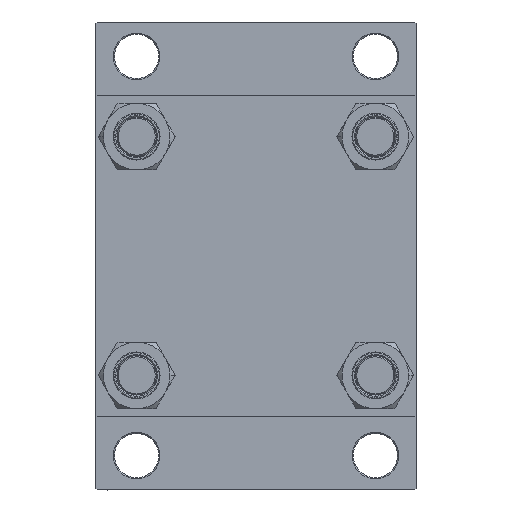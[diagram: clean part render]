
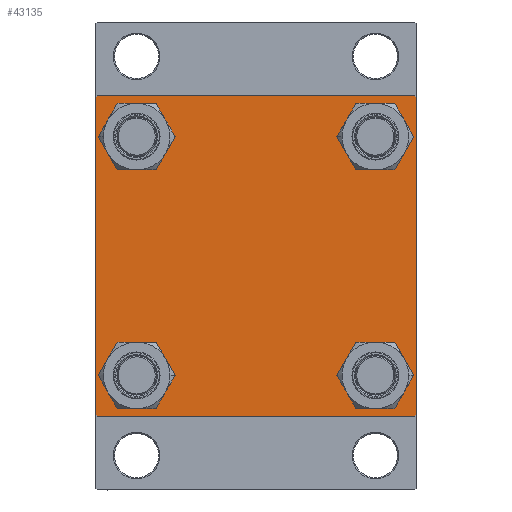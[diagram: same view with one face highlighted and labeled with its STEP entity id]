
A CAD part, left-side view. The second image highlights one B-rep face of the part: STEP entity #43135.
In plain terms, the highlighted planar face has unit normal (-1, 0, 0).
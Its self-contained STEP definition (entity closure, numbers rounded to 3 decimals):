
#30 = AXIS2_PLACEMENT_3D ( 'NONE', #6624, #21357, #17962 ) ;
#282 = ORIENTED_EDGE ( 'NONE', *, *, #22142, .T. ) ;
#646 = CARTESIAN_POINT ( 'NONE',  ( 0., -64.5, 65. ) ) ;
#1436 = DIRECTION ( 'NONE',  ( 0., 0., 1. ) ) ;
#2189 = CARTESIAN_POINT ( 'NONE',  ( 0., 48.45, -39.95 ) ) ;
#2369 = CARTESIAN_POINT ( 'NONE',  ( 0., 0., 0. ) ) ;
#2380 = LINE ( 'NONE', #39792, #28839 ) ;
#2840 = DIRECTION ( 'NONE',  ( -1., 0., 0. ) ) ;
#2864 = EDGE_LOOP ( 'NONE', ( #22783, #30974 ) ) ;
#3408 = EDGE_LOOP ( 'NONE', ( #15601, #8871 ) ) ;
#4034 = DIRECTION ( 'NONE',  ( 1., 0., 0. ) ) ;
#4451 = CARTESIAN_POINT ( 'NONE',  ( 0., -65., 64.5 ) ) ;
#5017 = CARTESIAN_POINT ( 'NONE',  ( 0., 64.5, 65. ) ) ;
#5032 = EDGE_LOOP ( 'NONE', ( #282, #25931 ) ) ;
#6197 = AXIS2_PLACEMENT_3D ( 'NONE', #10419, #39853, #25137 ) ;
#6208 = VERTEX_POINT ( 'NONE', #22289 ) ;
#6479 = FACE_OUTER_BOUND ( 'NONE', #39758, .T. ) ;
#6624 = CARTESIAN_POINT ( 'NONE',  ( 0., -48.45, -48.45 ) ) ;
#6722 = DIRECTION ( 'NONE',  ( 1., 0., 0. ) ) ;
#8224 = VERTEX_POINT ( 'NONE', #29432 ) ;
#8359 = ORIENTED_EDGE ( 'NONE', *, *, #47554, .F. ) ;
#8871 = ORIENTED_EDGE ( 'NONE', *, *, #18788, .T. ) ;
#9363 = VERTEX_POINT ( 'NONE', #5017 ) ;
#9674 = DIRECTION ( 'NONE',  ( 1., 0., 0. ) ) ;
#9734 = DIRECTION ( 'NONE',  ( 0., 0., -1. ) ) ;
#10353 = CARTESIAN_POINT ( 'NONE',  ( 0., -48.45, 48.45 ) ) ;
#10419 = CARTESIAN_POINT ( 'NONE',  ( 0., 48.45, 48.45 ) ) ;
#10575 = VERTEX_POINT ( 'NONE', #646 ) ;
#10722 = ORIENTED_EDGE ( 'NONE', *, *, #13994, .F. ) ;
#11385 = DIRECTION ( 'NONE',  ( 1., 0., 0. ) ) ;
#12218 = CIRCLE ( 'NONE', #45357, 8.5 ) ;
#12763 = ORIENTED_EDGE ( 'NONE', *, *, #13334, .T. ) ;
#12781 = EDGE_LOOP ( 'NONE', ( #20642, #16724 ) ) ;
#13112 = CARTESIAN_POINT ( 'NONE',  ( 0., -65., 65. ) ) ;
#13327 = CARTESIAN_POINT ( 'NONE',  ( 0., 65., 65. ) ) ;
#13334 = EDGE_CURVE ( 'NONE', #38363, #23263, #38873, .T. ) ;
#13637 = ORIENTED_EDGE ( 'NONE', *, *, #26456, .T. ) ;
#13994 = EDGE_CURVE ( 'NONE', #36180, #27058, #20367, .T. ) ;
#14492 = VECTOR ( 'NONE', #39112, 1000. ) ;
#14574 = VERTEX_POINT ( 'NONE', #42440 ) ;
#14588 = CIRCLE ( 'NONE', #40016, 8.5 ) ;
#14935 = VECTOR ( 'NONE', #38527, 1000. ) ;
#15601 = ORIENTED_EDGE ( 'NONE', *, *, #39048, .T. ) ;
#16215 = CIRCLE ( 'NONE', #17773, 8.5 ) ;
#16724 = ORIENTED_EDGE ( 'NONE', *, *, #30121, .T. ) ;
#16960 = LINE ( 'NONE', #13327, #28549 ) ;
#17773 = AXIS2_PLACEMENT_3D ( 'NONE', #27266, #34514, #1436 ) ;
#17962 = DIRECTION ( 'NONE',  ( 0., 0., 1. ) ) ;
#18348 = ORIENTED_EDGE ( 'NONE', *, *, #29239, .T. ) ;
#18596 = LINE ( 'NONE', #44409, #14935 ) ;
#18788 = EDGE_CURVE ( 'NONE', #8224, #46379, #12218, .T. ) ;
#19755 = CARTESIAN_POINT ( 'NONE',  ( 0., -48.45, -39.95 ) ) ;
#20367 = LINE ( 'NONE', #13112, #26075 ) ;
#20642 = ORIENTED_EDGE ( 'NONE', *, *, #31738, .T. ) ;
#20738 = FACE_BOUND ( 'NONE', #3408, .T. ) ;
#20880 = CIRCLE ( 'NONE', #30, 8.5 ) ;
#20976 = FACE_BOUND ( 'NONE', #12781, .T. ) ;
#21217 = PLANE ( 'NONE',  #39605 ) ;
#21357 = DIRECTION ( 'NONE',  ( 1., 0., 0. ) ) ;
#21529 = ORIENTED_EDGE ( 'NONE', *, *, #39496, .T. ) ;
#21684 = CARTESIAN_POINT ( 'NONE',  ( 0., -48.45, -48.45 ) ) ;
#22142 = EDGE_CURVE ( 'NONE', #46173, #22851, #16215, .T. ) ;
#22289 = CARTESIAN_POINT ( 'NONE',  ( 0., 65., 64.5 ) ) ;
#22783 = ORIENTED_EDGE ( 'NONE', *, *, #22952, .T. ) ;
#22851 = VERTEX_POINT ( 'NONE', #25199 ) ;
#22952 = EDGE_CURVE ( 'NONE', #26509, #35134, #20880, .T. ) ;
#23263 = VERTEX_POINT ( 'NONE', #35536 ) ;
#24400 = ORIENTED_EDGE ( 'NONE', *, *, #46442, .T. ) ;
#24582 = VERTEX_POINT ( 'NONE', #30610 ) ;
#24667 = CIRCLE ( 'NONE', #6197, 8.5 ) ;
#25073 = DIRECTION ( 'NONE',  ( 0., 0., 1. ) ) ;
#25137 = DIRECTION ( 'NONE',  ( 0., 0., 1. ) ) ;
#25199 = CARTESIAN_POINT ( 'NONE',  ( 0., 48.45, -56.95 ) ) ;
#25404 = CIRCLE ( 'NONE', #34676, 8.5 ) ;
#25931 = ORIENTED_EDGE ( 'NONE', *, *, #44022, .T. ) ;
#26075 = VECTOR ( 'NONE', #9734, 1000. ) ;
#26263 = CARTESIAN_POINT ( 'NONE',  ( 0., -64.75, 64.75 ) ) ;
#26456 = EDGE_CURVE ( 'NONE', #27843, #38363, #29908, .T. ) ;
#26509 = VERTEX_POINT ( 'NONE', #19755 ) ;
#27058 = VERTEX_POINT ( 'NONE', #34306 ) ;
#27266 = CARTESIAN_POINT ( 'NONE',  ( 0., 48.45, -48.45 ) ) ;
#27274 = CARTESIAN_POINT ( 'NONE',  ( 0., 64.5, -65. ) ) ;
#27843 = VERTEX_POINT ( 'NONE', #44033 ) ;
#28202 = FACE_BOUND ( 'NONE', #2864, .T. ) ;
#28452 = DIRECTION ( 'NONE',  ( 0., -1., 0. ) ) ;
#28549 = VECTOR ( 'NONE', #31670, 1000. ) ;
#28839 = VECTOR ( 'NONE', #28452, 1000. ) ;
#28945 = DIRECTION ( 'NONE',  ( 0., -0.707, 0.707 ) ) ;
#29239 = EDGE_CURVE ( 'NONE', #36180, #10575, #40254, .T. ) ;
#29432 = CARTESIAN_POINT ( 'NONE',  ( 0., -48.45, 39.95 ) ) ;
#29643 = DIRECTION ( 'NONE',  ( 0., 0.707, 0.707 ) ) ;
#29651 = AXIS2_PLACEMENT_3D ( 'NONE', #30930, #34796, #45657 ) ;
#29908 = LINE ( 'NONE', #44135, #46457 ) ;
#30121 = EDGE_CURVE ( 'NONE', #14574, #24582, #24667, .T. ) ;
#30610 = CARTESIAN_POINT ( 'NONE',  ( 0., 48.45, 56.95 ) ) ;
#30817 = VECTOR ( 'NONE', #29643, 1000. ) ;
#30930 = CARTESIAN_POINT ( 'NONE',  ( 0., 48.45, -48.45 ) ) ;
#30974 = ORIENTED_EDGE ( 'NONE', *, *, #32932, .T. ) ;
#31141 = EDGE_CURVE ( 'NONE', #6208, #27843, #16960, .T. ) ;
#31636 = CARTESIAN_POINT ( 'NONE',  ( 0., 48.45, 48.45 ) ) ;
#31670 = DIRECTION ( 'NONE',  ( 0., 0., -1. ) ) ;
#31738 = EDGE_CURVE ( 'NONE', #24582, #14574, #14588, .T. ) ;
#31805 = CIRCLE ( 'NONE', #32566, 8.5 ) ;
#32566 = AXIS2_PLACEMENT_3D ( 'NONE', #40575, #11385, #40098 ) ;
#32932 = EDGE_CURVE ( 'NONE', #35134, #26509, #25404, .T. ) ;
#34126 = VECTOR ( 'NONE', #28945, 1000. ) ;
#34306 = CARTESIAN_POINT ( 'NONE',  ( 0., -65., -64.5 ) ) ;
#34514 = DIRECTION ( 'NONE',  ( 1., 0., 0. ) ) ;
#34676 = AXIS2_PLACEMENT_3D ( 'NONE', #21684, #4034, #47731 ) ;
#34796 = DIRECTION ( 'NONE',  ( 1., 0., 0. ) ) ;
#35134 = VERTEX_POINT ( 'NONE', #46407 ) ;
#35536 = CARTESIAN_POINT ( 'NONE',  ( 0., -64.5, -65. ) ) ;
#35925 = DIRECTION ( 'NONE',  ( 0., 0., 1. ) ) ;
#36180 = VERTEX_POINT ( 'NONE', #4451 ) ;
#38363 = VERTEX_POINT ( 'NONE', #27274 ) ;
#38527 = DIRECTION ( 'NONE',  ( 0., 0.707, -0.707 ) ) ;
#38873 = LINE ( 'NONE', #42250, #14492 ) ;
#39048 = EDGE_CURVE ( 'NONE', #46379, #8224, #31805, .T. ) ;
#39112 = DIRECTION ( 'NONE',  ( 0., -1., 0. ) ) ;
#39496 = EDGE_CURVE ( 'NONE', #23263, #27058, #47284, .T. ) ;
#39605 = AXIS2_PLACEMENT_3D ( 'NONE', #2369, #2840, #35925 ) ;
#39758 = EDGE_LOOP ( 'NONE', ( #47407, #13637, #12763, #21529, #10722, #18348, #8359, #24400 ) ) ;
#39792 = CARTESIAN_POINT ( 'NONE',  ( 0., 65., 65. ) ) ;
#39853 = DIRECTION ( 'NONE',  ( 1., 0., 0. ) ) ;
#40016 = AXIS2_PLACEMENT_3D ( 'NONE', #31636, #9674, #46825 ) ;
#40098 = DIRECTION ( 'NONE',  ( 0., 0., 1. ) ) ;
#40254 = LINE ( 'NONE', #26263, #30817 ) ;
#40575 = CARTESIAN_POINT ( 'NONE',  ( 0., -48.45, 48.45 ) ) ;
#42250 = CARTESIAN_POINT ( 'NONE',  ( 0., 65., -65. ) ) ;
#42440 = CARTESIAN_POINT ( 'NONE',  ( 0., 48.45, 39.95 ) ) ;
#43135 = ADVANCED_FACE ( 'NONE', ( #20738, #28202, #43169, #20976, #6479 ), #21217, .T. ) ;
#43169 = FACE_BOUND ( 'NONE', #5032, .T. ) ;
#44022 = EDGE_CURVE ( 'NONE', #22851, #46173, #45048, .T. ) ;
#44033 = CARTESIAN_POINT ( 'NONE',  ( 0., 65., -64.5 ) ) ;
#44134 = CARTESIAN_POINT ( 'NONE',  ( 0., -64.75, -64.75 ) ) ;
#44135 = CARTESIAN_POINT ( 'NONE',  ( 0., 64.75, -64.75 ) ) ;
#44161 = CARTESIAN_POINT ( 'NONE',  ( 0., -48.45, 56.95 ) ) ;
#44409 = CARTESIAN_POINT ( 'NONE',  ( 0., 64.75, 64.75 ) ) ;
#44623 = DIRECTION ( 'NONE',  ( 0., -0.707, -0.707 ) ) ;
#45048 = CIRCLE ( 'NONE', #29651, 8.5 ) ;
#45357 = AXIS2_PLACEMENT_3D ( 'NONE', #10353, #6722, #25073 ) ;
#45657 = DIRECTION ( 'NONE',  ( 0., 0., 1. ) ) ;
#46173 = VERTEX_POINT ( 'NONE', #2189 ) ;
#46379 = VERTEX_POINT ( 'NONE', #44161 ) ;
#46407 = CARTESIAN_POINT ( 'NONE',  ( 0., -48.45, -56.95 ) ) ;
#46442 = EDGE_CURVE ( 'NONE', #9363, #6208, #18596, .T. ) ;
#46457 = VECTOR ( 'NONE', #44623, 1000. ) ;
#46825 = DIRECTION ( 'NONE',  ( 0., 0., 1. ) ) ;
#47284 = LINE ( 'NONE', #44134, #34126 ) ;
#47407 = ORIENTED_EDGE ( 'NONE', *, *, #31141, .T. ) ;
#47554 = EDGE_CURVE ( 'NONE', #9363, #10575, #2380, .T. ) ;
#47731 = DIRECTION ( 'NONE',  ( 0., 0., 1. ) ) ;
